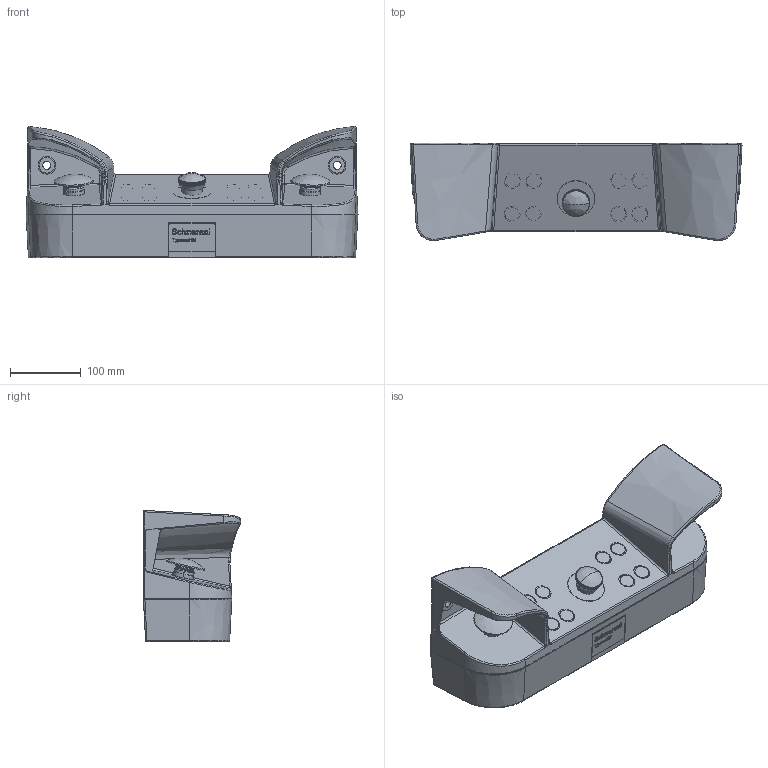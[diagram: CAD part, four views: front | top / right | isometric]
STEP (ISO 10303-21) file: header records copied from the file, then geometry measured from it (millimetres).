
FILE_DESCRIPTION (( 'STEP AP214' ), '1' );
FILE_NAME ('SEPK02.0.S-3065.STEP', '2021-02-16T21:58:33', ( '' ), ( '' ), 'SwSTEP 2.0', 'SolidWorks 2019', '' );
FILE_SCHEMA (( 'AUTOMOTIVE_DESIGN' ));
Length unit declared in the file: inch
Products named in the file (1): SEPK02.0.S-3065
Bounding box: 468.98 x 137.4 x 185.18 mm (x, y, z)
Volume: 1276512.3 mm3; surface area: 699565.5 mm2
Topology: 17 solids, 17 shells, 2372 faces, 6222 edges, 4019 vertices
Faces by surface type: plane 1491, cylinder 397, bspline 336, cone 106, torus 34, sphere 8
Full cylindrical faces by diameter (mm): 8.9 x2, 11.7 x2, 17 x2, 18.2 x2, 18.8 x2, 20 x2, 24 x2, 32 x2, 55 x2
Entity records: 123493 total; most frequent: CARTESIAN_POINT 71293, ORIENTED_EDGE 12318, DIRECTION 8175, EDGE_CURVE 6159, VERTEX_POINT 4001, VECTOR 2941, LINE 2941, AXIS2_PLACEMENT_3D 2617
